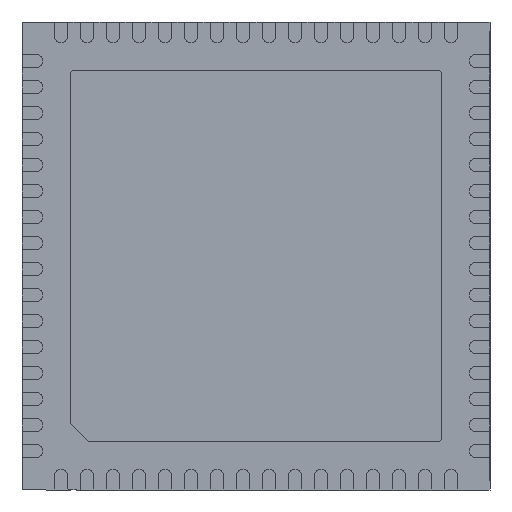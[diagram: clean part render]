
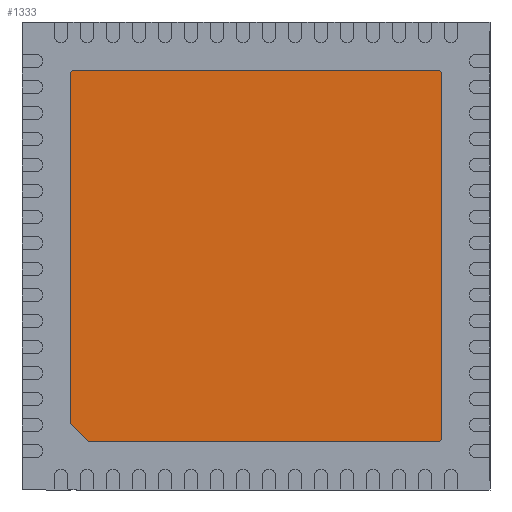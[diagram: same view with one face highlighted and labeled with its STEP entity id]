
A CAD part, front view. The second image highlights one B-rep face of the part: STEP entity #1333.
In plain terms, the highlighted planar face has unit normal (0, -1, 0).
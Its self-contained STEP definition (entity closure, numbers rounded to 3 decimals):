
#160 = DIRECTION ( 'NONE',  ( 0., -1., 0. ) ) ;
#380 = EDGE_CURVE ( 'NONE', #7911, #15698, #3744, .T. ) ;
#425 = DIRECTION ( 'NONE',  ( 1., 0., 0. ) ) ;
#1333 = ADVANCED_FACE ( 'NONE', ( #16939 ), #17253, .T. ) ;
#1380 = EDGE_CURVE ( 'NONE', #17904, #5609, #3325, .T. ) ;
#1619 = AXIS2_PLACEMENT_3D ( 'NONE', #12292, #15637, #15203 ) ;
#1738 = ORIENTED_EDGE ( 'NONE', *, *, #9945, .T. ) ;
#1839 = VECTOR ( 'NONE', #9002, 1000. ) ;
#2805 = DIRECTION ( 'NONE',  ( 0., -1., 0. ) ) ;
#3179 = DIRECTION ( 'NONE',  ( -0.707, 0., 0.707 ) ) ;
#3325 = CIRCLE ( 'NONE', #6759, 0.1 ) ;
#3744 = LINE ( 'NONE', #20029, #19420 ) ;
#3899 = LINE ( 'NONE', #10484, #15553 ) ;
#3910 = CARTESIAN_POINT ( 'NONE',  ( 3.475, 0., 3.475 ) ) ;
#4032 = CARTESIAN_POINT ( 'NONE',  ( 3.575, 0., -3.475 ) ) ;
#4093 = ORIENTED_EDGE ( 'NONE', *, *, #380, .T. ) ;
#4707 = EDGE_CURVE ( 'NONE', #16080, #17904, #21265, .T. ) ;
#4850 = DIRECTION ( 'NONE',  ( -1., 0., 0. ) ) ;
#5533 = CARTESIAN_POINT ( 'NONE',  ( 3.475, 0., -3.575 ) ) ;
#5578 = EDGE_CURVE ( 'NONE', #7911, #9398, #11790, .T. ) ;
#5609 = VERTEX_POINT ( 'NONE', #20431 ) ;
#5625 = CIRCLE ( 'NONE', #7697, 0.1 ) ;
#6715 = DIRECTION ( 'NONE',  ( 0., 0., 1. ) ) ;
#6759 = AXIS2_PLACEMENT_3D ( 'NONE', #20825, #2805, #14436 ) ;
#7697 = AXIS2_PLACEMENT_3D ( 'NONE', #3910, #160, #6715 ) ;
#7779 = DIRECTION ( 'NONE',  ( 0., 0., -1. ) ) ;
#7911 = VERTEX_POINT ( 'NONE', #14497 ) ;
#8219 = CARTESIAN_POINT ( 'NONE',  ( 3.575, 0., 3.475 ) ) ;
#9002 = DIRECTION ( 'NONE',  ( 0., 0., 1. ) ) ;
#9398 = VERTEX_POINT ( 'NONE', #13527 ) ;
#9455 = ORIENTED_EDGE ( 'NONE', *, *, #1380, .T. ) ;
#9945 = EDGE_CURVE ( 'NONE', #5609, #9398, #3899, .T. ) ;
#10484 = CARTESIAN_POINT ( 'NONE',  ( -3.575, 0., -3.575 ) ) ;
#10889 = VERTEX_POINT ( 'NONE', #19795 ) ;
#11188 = EDGE_CURVE ( 'NONE', #10889, #19066, #18813, .T. ) ;
#11505 = EDGE_CURVE ( 'NONE', #19066, #16080, #5625, .T. ) ;
#11724 = ORIENTED_EDGE ( 'NONE', *, *, #4707, .T. ) ;
#11790 = LINE ( 'NONE', #18371, #19626 ) ;
#12292 = CARTESIAN_POINT ( 'NONE',  ( -3.475, 0., 3.475 ) ) ;
#12388 = ORIENTED_EDGE ( 'NONE', *, *, #5578, .F. ) ;
#13505 = ORIENTED_EDGE ( 'NONE', *, *, #18042, .T. ) ;
#13527 = CARTESIAN_POINT ( 'NONE',  ( -3.575, 0., -3.225 ) ) ;
#14436 = DIRECTION ( 'NONE',  ( 0., 0., -1. ) ) ;
#14497 = CARTESIAN_POINT ( 'NONE',  ( -3.225, 0., -3.575 ) ) ;
#15013 = CARTESIAN_POINT ( 'NONE',  ( 3.475, 0., 3.575 ) ) ;
#15203 = DIRECTION ( 'NONE',  ( 0., 0., -1. ) ) ;
#15553 = VECTOR ( 'NONE', #15648, 1000. ) ;
#15637 = DIRECTION ( 'NONE',  ( 0., -1., 0. ) ) ;
#15648 = DIRECTION ( 'NONE',  ( 0., 0., -1. ) ) ;
#15698 = VERTEX_POINT ( 'NONE', #5533 ) ;
#16080 = VERTEX_POINT ( 'NONE', #15013 ) ;
#16565 = CIRCLE ( 'NONE', #18632, 0.1 ) ;
#16939 = FACE_OUTER_BOUND ( 'NONE', #20795, .T. ) ;
#17065 = CARTESIAN_POINT ( 'NONE',  ( -3.475, 0., 3.575 ) ) ;
#17253 = PLANE ( 'NONE',  #1619 ) ;
#17580 = DIRECTION ( 'NONE',  ( 0., -1., 0. ) ) ;
#17799 = CARTESIAN_POINT ( 'NONE',  ( 3.475, 0., -3.475 ) ) ;
#17904 = VERTEX_POINT ( 'NONE', #17065 ) ;
#18042 = EDGE_CURVE ( 'NONE', #15698, #10889, #16565, .T. ) ;
#18054 = ORIENTED_EDGE ( 'NONE', *, *, #11188, .T. ) ;
#18220 = CARTESIAN_POINT ( 'NONE',  ( 3.475, 0., 3.575 ) ) ;
#18371 = CARTESIAN_POINT ( 'NONE',  ( -6.875, 0., 0.075 ) ) ;
#18606 = ORIENTED_EDGE ( 'NONE', *, *, #11505, .T. ) ;
#18632 = AXIS2_PLACEMENT_3D ( 'NONE', #17799, #17580, #7779 ) ;
#18813 = LINE ( 'NONE', #4032, #1839 ) ;
#19066 = VERTEX_POINT ( 'NONE', #8219 ) ;
#19420 = VECTOR ( 'NONE', #425, 1000. ) ;
#19626 = VECTOR ( 'NONE', #3179, 1000. ) ;
#19795 = CARTESIAN_POINT ( 'NONE',  ( 3.575, 0., -3.475 ) ) ;
#20029 = CARTESIAN_POINT ( 'NONE',  ( 3.475, 0., -3.575 ) ) ;
#20299 = VECTOR ( 'NONE', #4850, 1000. ) ;
#20431 = CARTESIAN_POINT ( 'NONE',  ( -3.575, 0., 3.475 ) ) ;
#20795 = EDGE_LOOP ( 'NONE', ( #12388, #4093, #13505, #18054, #18606, #11724, #9455, #1738 ) ) ;
#20825 = CARTESIAN_POINT ( 'NONE',  ( -3.475, 0., 3.475 ) ) ;
#21265 = LINE ( 'NONE', #18220, #20299 ) ;
